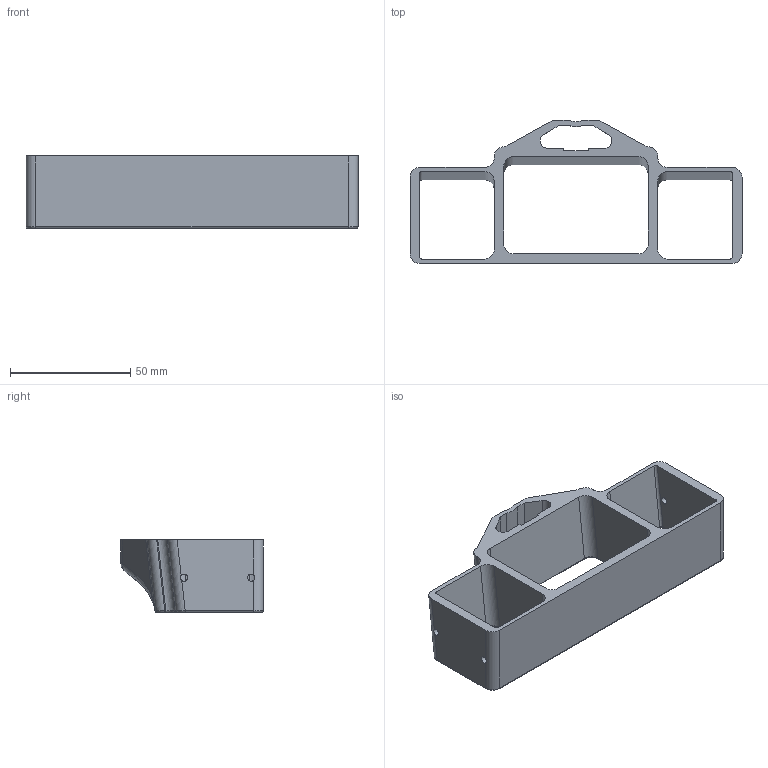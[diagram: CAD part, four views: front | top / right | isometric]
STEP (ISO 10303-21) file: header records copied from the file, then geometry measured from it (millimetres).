
FILE_DESCRIPTION (( 'STEP AP214' ), '1' );
FILE_NAME ('Extruder.STEP', '2025-04-06T11:50:56', ( '' ), ( '' ), 'SwSTEP 2.0', 'SolidWorks 2022', '' );
FILE_SCHEMA (( 'AUTOMOTIVE_DESIGN' ));
Length unit declared in the file: millimetre
Products named in the file (1): Extruder
Bounding box: 138 x 59.42 x 30 mm (x, y, z)
Volume: 45869.5 mm3; surface area: 28186 mm2
Topology: 1 solids, 1 shells, 133 faces, 353 edges, 217 vertices
Faces by surface type: cylinder 64, plane 39, bspline 18, torus 8, sphere 4
Entity records: 4733 total; most frequent: CARTESIAN_POINT 1574, ORIENTED_EDGE 706, DIRECTION 618, EDGE_CURVE 353, AXIS2_PLACEMENT_3D 225, VERTEX_POINT 217, LINE 168, VECTOR 168
